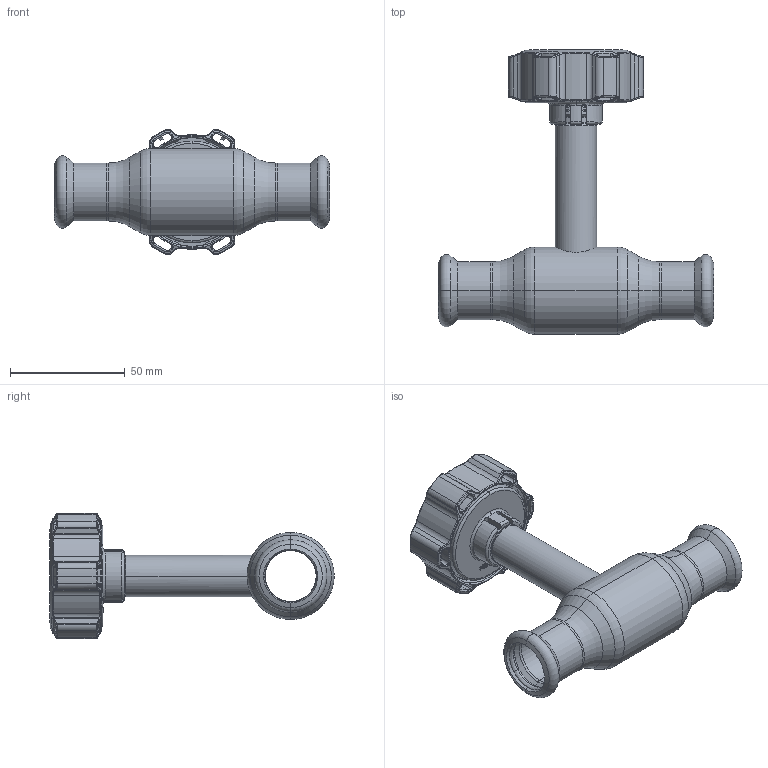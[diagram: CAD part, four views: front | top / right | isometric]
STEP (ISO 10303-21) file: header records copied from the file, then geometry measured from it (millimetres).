
FILE_DESCRIPTION (( 'STEP AP214' ), '1' );
FILE_NAME ('1020000101-1200.step', '2023-12-08T10:13:53', ( '' ), ( '' ), 'SwSTEP 2.0', 'SolidWorks 2021', '' );
FILE_SCHEMA (( 'AUTOMOTIVE_DESIGN' ));
Length unit declared in the file: millimetre
Products named in the file (1): 1020000101-1200
Bounding box: 120.1 x 124.1 x 54.57 mm (x, y, z)
Surface area: 34821.5 mm2 (no closed solid volume)
Topology: 0 solids, 12 shells, 530 faces, 1633 edges, 1081 vertices
Faces by surface type: bspline 176, cylinder 128, torus 87, plane 81, cone 58
Entity records: 33909 total; most frequent: CARTESIAN_POINT 15324, ORIENTED_EDGE 2812, DIRECTION 2221, EDGE_CURVE 1629, VERTEX_POINT 1081, AXIS2_PLACEMENT_3D 904, B_SPLINE_CURVE_WITH_KNOTS 637, EDGE_LOOP 561
